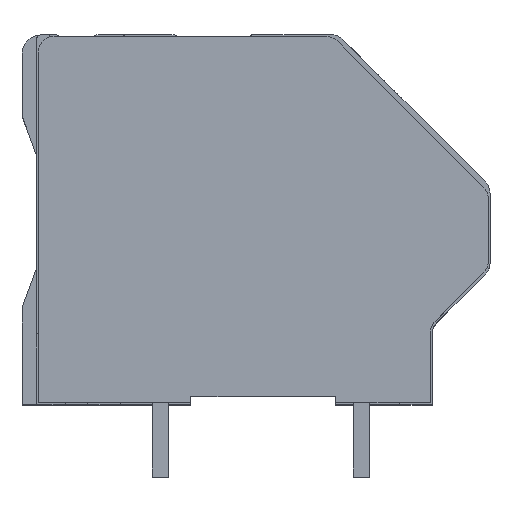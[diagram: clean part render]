
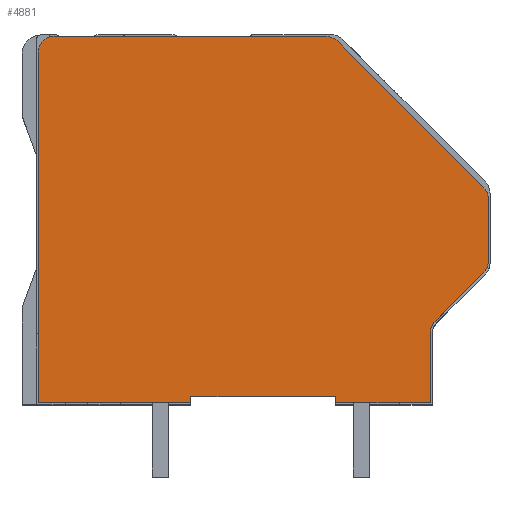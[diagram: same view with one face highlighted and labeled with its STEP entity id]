
A CAD part, top view. The second image highlights one B-rep face of the part: STEP entity #4881.
In plain terms, the highlighted planar face has unit normal (0, 0, 1).
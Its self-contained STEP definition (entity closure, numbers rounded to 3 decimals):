
#142=CIRCLE('',#5133,1.);
#143=CIRCLE('',#5141,1.);
#144=CIRCLE('',#5144,1.);
#145=CIRCLE('',#5147,1.);
#146=CIRCLE('',#5150,1.);
#1155=ORIENTED_EDGE('',*,*,#1655,.T.);
#1156=ORIENTED_EDGE('',*,*,#1658,.T.);
#1157=ORIENTED_EDGE('',*,*,#1660,.T.);
#1158=ORIENTED_EDGE('',*,*,#1661,.T.);
#1159=ORIENTED_EDGE('',*,*,#1224,.T.);
#1160=ORIENTED_EDGE('',*,*,#1663,.T.);
#1161=ORIENTED_EDGE('',*,*,#1665,.T.);
#1162=ORIENTED_EDGE('',*,*,#1667,.T.);
#1163=ORIENTED_EDGE('',*,*,#1669,.F.);
#1164=ORIENTED_EDGE('',*,*,#1671,.T.);
#1165=ORIENTED_EDGE('',*,*,#1673,.T.);
#1166=ORIENTED_EDGE('',*,*,#1675,.T.);
#1167=ORIENTED_EDGE('',*,*,#1677,.T.);
#1168=ORIENTED_EDGE('',*,*,#1679,.T.);
#1169=ORIENTED_EDGE('',*,*,#1681,.T.);
#1170=ORIENTED_EDGE('',*,*,#1682,.T.);
#1224=EDGE_CURVE('',#1737,#1736,#2068,.T.);
#1655=EDGE_CURVE('',#2012,#2011,#142,.T.);
#1658=EDGE_CURVE('',#2011,#2013,#2431,.T.);
#1660=EDGE_CURVE('',#2013,#2014,#2433,.T.);
#1661=EDGE_CURVE('',#2014,#1737,#2434,.T.);
#1663=EDGE_CURVE('',#1736,#2015,#2436,.T.);
#1665=EDGE_CURVE('',#2015,#2016,#2438,.T.);
#1667=EDGE_CURVE('',#2016,#2017,#2440,.T.);
#1669=EDGE_CURVE('',#2018,#2017,#143,.T.);
#1671=EDGE_CURVE('',#2018,#2019,#2443,.T.);
#1673=EDGE_CURVE('',#2019,#2020,#144,.T.);
#1675=EDGE_CURVE('',#2020,#2021,#2446,.T.);
#1677=EDGE_CURVE('',#2021,#2022,#145,.T.);
#1679=EDGE_CURVE('',#2022,#2023,#2449,.T.);
#1681=EDGE_CURVE('',#2023,#2024,#146,.T.);
#1682=EDGE_CURVE('',#2024,#2012,#2451,.T.);
#1736=VERTEX_POINT('',#6238);
#1737=VERTEX_POINT('',#6240);
#2011=VERTEX_POINT('',#7107);
#2012=VERTEX_POINT('',#7109);
#2013=VERTEX_POINT('',#7113);
#2014=VERTEX_POINT('',#7117);
#2015=VERTEX_POINT('',#7123);
#2016=VERTEX_POINT('',#7127);
#2017=VERTEX_POINT('',#7131);
#2018=VERTEX_POINT('',#7135);
#2019=VERTEX_POINT('',#7139);
#2020=VERTEX_POINT('',#7143);
#2021=VERTEX_POINT('',#7147);
#2022=VERTEX_POINT('',#7151);
#2023=VERTEX_POINT('',#7155);
#2024=VERTEX_POINT('',#7159);
#2068=LINE('',#6239,#2495);
#2431=LINE('',#7114,#2858);
#2433=LINE('',#7118,#2860);
#2434=LINE('',#7120,#2861);
#2436=LINE('',#7124,#2863);
#2438=LINE('',#7128,#2865);
#2440=LINE('',#7132,#2867);
#2443=LINE('',#7140,#2870);
#2446=LINE('',#7148,#2873);
#2449=LINE('',#7156,#2876);
#2451=LINE('',#7162,#2878);
#2495=VECTOR('',#5224,1000.);
#2858=VECTOR('',#6057,1000.);
#2860=VECTOR('',#6061,1000.);
#2861=VECTOR('',#6064,1000.);
#2863=VECTOR('',#6068,1000.);
#2865=VECTOR('',#6072,1000.);
#2867=VECTOR('',#6076,1000.);
#2870=VECTOR('',#6085,1000.);
#2873=VECTOR('',#6094,1000.);
#2876=VECTOR('',#6103,1000.);
#2878=VECTOR('',#6111,1000.);
#3076=EDGE_LOOP('',(#1155,#1156,#1157,#1158,#1159,#1160,#1161,#1162,#1163,
#1164,#1165,#1166,#1167,#1168,#1169,#1170));
#3274=FACE_BOUND('',#3076,.T.);
#3415=PLANE('',#5152);
#4881=ADVANCED_FACE('',(#3274),#3415,.T.);
#5133=AXIS2_PLACEMENT_3D('',#7108,#6051,#6052);
#5141=AXIS2_PLACEMENT_3D('',#7136,#6080,#6081);
#5144=AXIS2_PLACEMENT_3D('',#7144,#6089,#6090);
#5147=AXIS2_PLACEMENT_3D('',#7152,#6098,#6099);
#5150=AXIS2_PLACEMENT_3D('',#7160,#6107,#6108);
#5152=AXIS2_PLACEMENT_3D('',#7163,#6112,#6113);
#5224=DIRECTION('',(1.,0.,0.));
#6051=DIRECTION('',(0.,0.,1.));
#6052=DIRECTION('',(1.,0.,0.));
#6057=DIRECTION('',(0.,-1.,0.));
#6061=DIRECTION('',(1.,0.,0.));
#6064=DIRECTION('',(0.,1.,0.));
#6068=DIRECTION('',(0.,-1.,0.));
#6072=DIRECTION('',(1.,0.,0.));
#6076=DIRECTION('',(0.,1.,0.));
#6080=DIRECTION('',(0.,0.,1.));
#6081=DIRECTION('',(1.,0.,0.));
#6085=DIRECTION('',(0.707,0.707,0.));
#6089=DIRECTION('',(0.,0.,1.));
#6090=DIRECTION('',(1.,0.,0.));
#6094=DIRECTION('',(0.,1.,0.));
#6098=DIRECTION('',(0.,0.,1.));
#6099=DIRECTION('',(1.,0.,0.));
#6103=DIRECTION('',(-0.707,0.707,0.));
#6107=DIRECTION('',(0.,0.,1.));
#6108=DIRECTION('',(1.,0.,0.));
#6111=DIRECTION('',(-1.,0.,0.));
#6112=DIRECTION('',(0.,0.,1.));
#6113=DIRECTION('',(1.,0.,0.));
#6238=CARTESIAN_POINT('',(-1.6,0.5,16.6));
#6239=CARTESIAN_POINT('',(-10.6,0.5,16.6));
#6240=CARTESIAN_POINT('',(-10.6,0.5,16.6));
#7107=CARTESIAN_POINT('',(-20.1,21.9,16.6));
#7108=CARTESIAN_POINT('',(-19.1,21.9,16.6));
#7109=CARTESIAN_POINT('',(-19.1,22.9,16.6));
#7113=CARTESIAN_POINT('',(-20.1,0.1,16.6));
#7114=CARTESIAN_POINT('',(-20.1,21.9,16.6));
#7117=CARTESIAN_POINT('',(-10.6,0.1,16.6));
#7118=CARTESIAN_POINT('',(-20.1,0.1,16.6));
#7120=CARTESIAN_POINT('',(-10.6,0.1,16.6));
#7123=CARTESIAN_POINT('',(-1.6,0.1,16.6));
#7124=CARTESIAN_POINT('',(-1.6,0.5,16.6));
#7127=CARTESIAN_POINT('',(4.3,0.1,16.6));
#7128=CARTESIAN_POINT('',(-1.6,0.1,16.6));
#7131=CARTESIAN_POINT('',(4.3,4.486,16.6));
#7132=CARTESIAN_POINT('',(4.3,0.1,16.6));
#7135=CARTESIAN_POINT('',(4.593,5.193,16.6));
#7136=CARTESIAN_POINT('',(5.3,4.486,16.6));
#7139=CARTESIAN_POINT('',(7.607,8.207,16.6));
#7140=CARTESIAN_POINT('',(4.593,5.193,16.6));
#7143=CARTESIAN_POINT('',(7.9,8.914,16.6));
#7144=CARTESIAN_POINT('',(6.9,8.914,16.6));
#7147=CARTESIAN_POINT('',(7.9,12.786,16.6));
#7148=CARTESIAN_POINT('',(7.9,8.914,16.6));
#7151=CARTESIAN_POINT('',(7.607,13.493,16.6));
#7152=CARTESIAN_POINT('',(6.9,12.786,16.6));
#7155=CARTESIAN_POINT('',(-1.507,22.607,16.6));
#7156=CARTESIAN_POINT('',(7.607,13.493,16.6));
#7159=CARTESIAN_POINT('',(-2.214,22.9,16.6));
#7160=CARTESIAN_POINT('',(-2.214,21.9,16.6));
#7162=CARTESIAN_POINT('',(-2.214,22.9,16.6));
#7163=CARTESIAN_POINT('',(-19.1,21.9,16.6));
